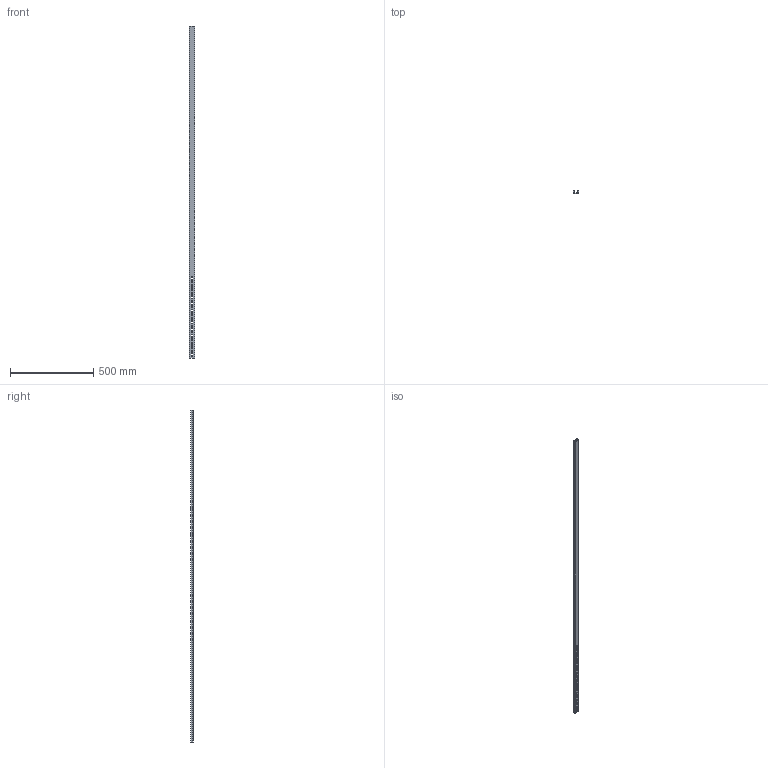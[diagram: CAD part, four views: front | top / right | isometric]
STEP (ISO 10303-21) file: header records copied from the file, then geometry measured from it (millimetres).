
FILE_DESCRIPTION (( 'STEP AP214' ), '1' );
FILE_NAME ('1112709.STEP', '2026-01-30T12:21:28', ( '' ), ( '' ), 'SwSTEP 2.0', 'SolidWorks 2024', '' );
FILE_SCHEMA (( 'AUTOMOTIVE_DESIGN' ));
Length unit declared in the file: millimetre
Products named in the file (1): 1112709
Bounding box: 35 x 18 x 2000 mm (x, y, z)
Volume: 285956.3 mm3; surface area: 305459.1 mm2
Topology: 1 solids, 1 shells, 75 faces, 203 edges, 130 vertices
Faces by surface type: plane 50, cylinder 25
Entity records: 2402 total; most frequent: CARTESIAN_POINT 409, ORIENTED_EDGE 406, DIRECTION 405, EDGE_CURVE 203, VECTOR 153, LINE 153, VERTEX_POINT 130, AXIS2_PLACEMENT_3D 126
